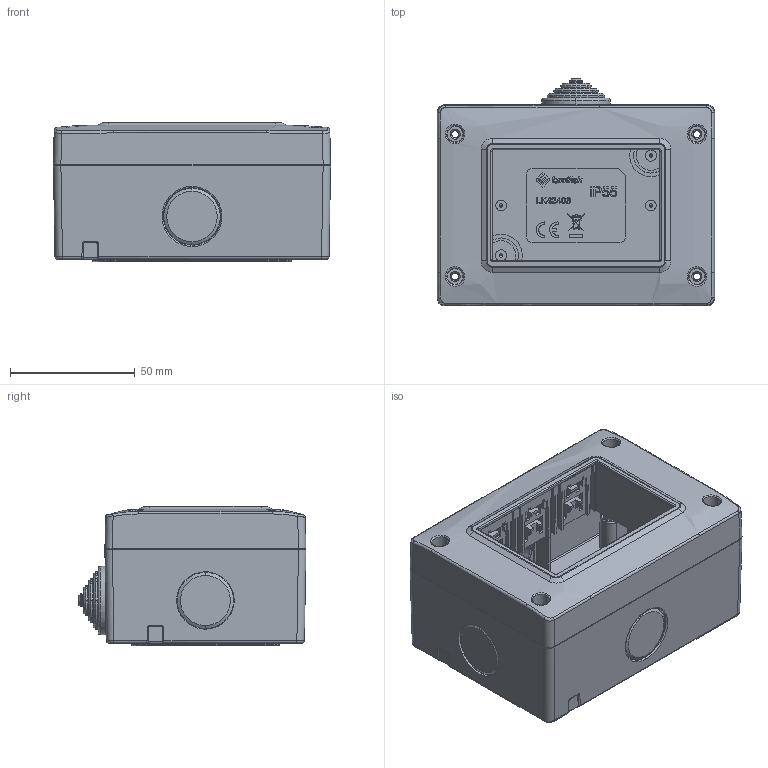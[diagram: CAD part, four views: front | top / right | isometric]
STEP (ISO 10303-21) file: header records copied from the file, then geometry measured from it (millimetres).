
FILE_DESCRIPTION (( 'STEP AP214' ), '1' );
FILE_NAME ('4BOX-Surface-box-Three-Way-20250522.STEP', '2025-05-22T04:47:07', ( 'admin' ), ( '' ), 'SwSTEP 2.0', 'SolidWorks 2018', '' );
FILE_SCHEMA (( 'AUTOMOTIVE_DESIGN' ));
Length unit declared in the file: millimetre
Products named in the file (5): lk42403.sldasm-Part-12; 4BOX三位明装盒-20241014; lk42403.sldasm-Part-11; 4BOX-Surface-box-Three-Way-20250522; 4BOX三位明装上盖-20241012
Assembly tree (4 placements, depth 3):
  4BOX-Surface-box-Three-Way-20250522
    lk42403.sldasm-Part-12
    lk42403.sldasm-Part-11
    4BOX三位明装盒-20241014
      4BOX三位明装上盖-20241012
Bounding box: 111 x 91.27 x 55.8 mm (x, y, z)
Volume: 77065.5 mm3; surface area: 98347.1 mm2
Topology: 3 solids, 5 shells, 2122 faces, 5779 edges, 3788 vertices
Faces by surface type: plane 1351, cylinder 311, bspline 274, torus 112, cone 74
Entity records: 77165 total; most frequent: CARTESIAN_POINT 23557, ORIENTED_EDGE 11558, DIRECTION 9388, EDGE_CURVE 5779, VECTOR 4112, LINE 4112, VERTEX_POINT 3788, AXIS2_PLACEMENT_3D 2638
